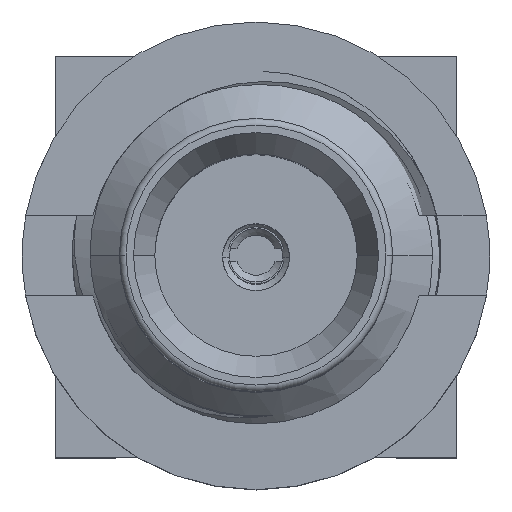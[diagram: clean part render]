
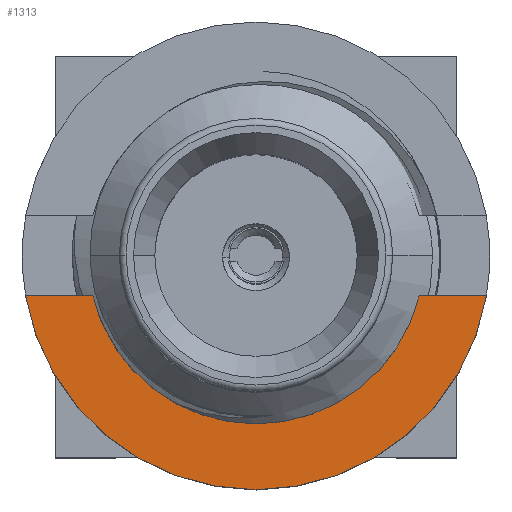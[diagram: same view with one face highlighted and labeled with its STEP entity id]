
A CAD part, top view. The second image highlights one B-rep face of the part: STEP entity #1313.
In plain terms, the highlighted planar face has unit normal (0, 0, 1).
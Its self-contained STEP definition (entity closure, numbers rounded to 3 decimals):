
#228 = EDGE_CURVE ( 'NONE', #2747, #811, #469, .T. ) ;
#266 = CIRCLE ( 'NONE', #6478, 3.5 ) ;
#309 = EDGE_CURVE ( 'NONE', #1374, #979, #6727, .T. ) ;
#405 = FACE_OUTER_BOUND ( 'NONE', #2500, .T. ) ;
#466 = ORIENTED_EDGE ( 'NONE', *, *, #3898, .F. ) ;
#469 = CIRCLE ( 'NONE', #6763, 2.514 ) ;
#496 = AXIS2_PLACEMENT_3D ( 'NONE', #621, #2680, #2120 ) ;
#560 = DIRECTION ( 'NONE',  ( 0., 1., 0. ) ) ;
#621 = CARTESIAN_POINT ( 'NONE',  ( 0., 0., 15.8 ) ) ;
#644 = VERTEX_POINT ( 'NONE', #5533 ) ;
#777 = PLANE ( 'NONE',  #4474 ) ;
#811 = VERTEX_POINT ( 'NONE', #3512 ) ;
#821 = CIRCLE ( 'NONE', #496, 3.5 ) ;
#979 = VERTEX_POINT ( 'NONE', #5320 ) ;
#988 = DIRECTION ( 'NONE',  ( -1., 0., 0. ) ) ;
#1313 = ADVANCED_FACE ( 'NONE', ( #405 ), #777, .F. ) ;
#1374 = VERTEX_POINT ( 'NONE', #2384 ) ;
#1447 = DIRECTION ( 'NONE',  ( 0., 1., 0. ) ) ;
#2120 = DIRECTION ( 'NONE',  ( 0., 1., 0. ) ) ;
#2384 = CARTESIAN_POINT ( 'NONE',  ( -2.442, -0.6, 15.8 ) ) ;
#2500 = EDGE_LOOP ( 'NONE', ( #2518, #3004, #2839, #5318, #3131, #466 ) ) ;
#2518 = ORIENTED_EDGE ( 'NONE', *, *, #4873, .F. ) ;
#2586 = CARTESIAN_POINT ( 'NONE',  ( 2.442, -0.6, 15.8 ) ) ;
#2664 = CARTESIAN_POINT ( 'NONE',  ( 0., 0., 15.8 ) ) ;
#2677 = DIRECTION ( 'NONE',  ( 0., 0., -1. ) ) ;
#2680 = DIRECTION ( 'NONE',  ( 0., 0., -1. ) ) ;
#2747 = VERTEX_POINT ( 'NONE', #2586 ) ;
#2839 = ORIENTED_EDGE ( 'NONE', *, *, #228, .T. ) ;
#3004 = ORIENTED_EDGE ( 'NONE', *, *, #4578, .T. ) ;
#3131 = ORIENTED_EDGE ( 'NONE', *, *, #309, .T. ) ;
#3260 = DIRECTION ( 'NONE',  ( 0., 1., 0. ) ) ;
#3347 = VECTOR ( 'NONE', #988, 1000. ) ;
#3479 = AXIS2_PLACEMENT_3D ( 'NONE', #4340, #2677, #3260 ) ;
#3512 = CARTESIAN_POINT ( 'NONE',  ( 0., -2.514, 15.8 ) ) ;
#3520 = VERTEX_POINT ( 'NONE', #5308 ) ;
#3615 = VECTOR ( 'NONE', #6461, 1000. ) ;
#3898 = EDGE_CURVE ( 'NONE', #644, #979, #821, .T. ) ;
#4220 = DIRECTION ( 'NONE',  ( 0., 0., -1. ) ) ;
#4340 = CARTESIAN_POINT ( 'NONE',  ( 0., 0., 15.8 ) ) ;
#4474 = AXIS2_PLACEMENT_3D ( 'NONE', #6185, #6084, #1447 ) ;
#4578 = EDGE_CURVE ( 'NONE', #3520, #2747, #5004, .T. ) ;
#4773 = DIRECTION ( 'NONE',  ( 0., 1., 0. ) ) ;
#4873 = EDGE_CURVE ( 'NONE', #3520, #644, #266, .T. ) ;
#5004 = LINE ( 'NONE', #5449, #3615 ) ;
#5206 = CARTESIAN_POINT ( 'NONE',  ( 0., 0., 15.8 ) ) ;
#5308 = CARTESIAN_POINT ( 'NONE',  ( 3.448, -0.6, 15.8 ) ) ;
#5318 = ORIENTED_EDGE ( 'NONE', *, *, #5788, .T. ) ;
#5320 = CARTESIAN_POINT ( 'NONE',  ( -3.448, -0.6, 15.8 ) ) ;
#5449 = CARTESIAN_POINT ( 'NONE',  ( 0., -0.6, 15.8 ) ) ;
#5533 = CARTESIAN_POINT ( 'NONE',  ( 0., -3.5, 15.8 ) ) ;
#5569 = CIRCLE ( 'NONE', #3479, 2.514 ) ;
#5756 = CARTESIAN_POINT ( 'NONE',  ( 0., -0.6, 15.8 ) ) ;
#5788 = EDGE_CURVE ( 'NONE', #811, #1374, #5569, .T. ) ;
#5859 = DIRECTION ( 'NONE',  ( 0., 0., -1. ) ) ;
#6084 = DIRECTION ( 'NONE',  ( 0., 0., -1. ) ) ;
#6185 = CARTESIAN_POINT ( 'NONE',  ( 0., 0., 15.8 ) ) ;
#6461 = DIRECTION ( 'NONE',  ( -1., 0., 0. ) ) ;
#6478 = AXIS2_PLACEMENT_3D ( 'NONE', #5206, #5859, #560 ) ;
#6727 = LINE ( 'NONE', #5756, #3347 ) ;
#6763 = AXIS2_PLACEMENT_3D ( 'NONE', #2664, #4220, #4773 ) ;
